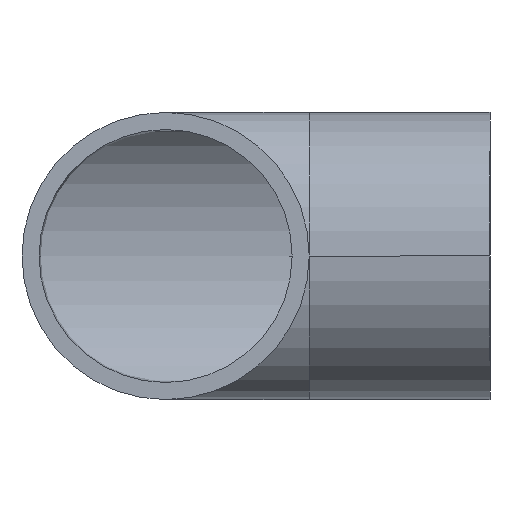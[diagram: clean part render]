
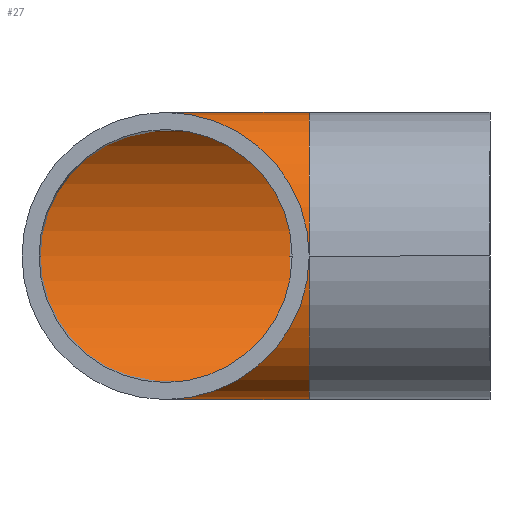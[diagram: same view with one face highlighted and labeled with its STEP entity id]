
A CAD part, front view. The second image highlights one B-rep face of the part: STEP entity #27.
In plain terms, the highlighted toroidal (fillet/blend) face has major radius 177.5 mm and minor radius 177.5 mm.
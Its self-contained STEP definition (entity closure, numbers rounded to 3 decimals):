
#1 = DIRECTION ( 'NONE',  ( 0., 0., -1. ) ) ;
#9 = EDGE_LOOP ( 'NONE', ( #451, #325, #30, #359, #225 ) ) ;
#25 = DIRECTION ( 'NONE',  ( 0., 0., 1. ) ) ;
#27 = ADVANCED_FACE ( 'NONE', ( #367 ), #389, .T. ) ;
#30 = ORIENTED_EDGE ( 'NONE', *, *, #150, .T. ) ;
#43 = CARTESIAN_POINT ( 'NONE',  ( 177.5, 578.5, 0. ) ) ;
#63 = CARTESIAN_POINT ( 'NONE',  ( 0., 223.5, 0. ) ) ;
#66 = AXIS2_PLACEMENT_3D ( 'NONE', #71, #224, #358 ) ;
#71 = CARTESIAN_POINT ( 'NONE',  ( 177.5, 401., 0. ) ) ;
#76 = CIRCLE ( 'NONE', #66, 177.5 ) ;
#82 = AXIS2_PLACEMENT_3D ( 'NONE', #154, #290, #421 ) ;
#92 = AXIS2_PLACEMENT_3D ( 'NONE', #221, #356, #25 ) ;
#102 = CIRCLE ( 'NONE', #92, 177.5 ) ;
#121 = CIRCLE ( 'NONE', #82, 177.5 ) ;
#129 = CARTESIAN_POINT ( 'NONE',  ( 0., 223.5, 0. ) ) ;
#130 = VERTEX_POINT ( 'NONE', #43 ) ;
#134 = VERTEX_POINT ( 'NONE', #206 ) ;
#137 = CIRCLE ( 'NONE', #317, 177.5 ) ;
#139 = VERTEX_POINT ( 'NONE', #337 ) ;
#150 = EDGE_CURVE ( 'NONE', #295, #139, #326, .T. ) ;
#154 = CARTESIAN_POINT ( 'NONE',  ( 177.5, 401., 0. ) ) ;
#169 = DIRECTION ( 'NONE',  ( -1., 0., 0. ) ) ;
#206 = CARTESIAN_POINT ( 'NONE',  ( 177.5, 223.5, 0. ) ) ;
#218 = DIRECTION ( 'NONE',  ( 0., 1., 0. ) ) ;
#221 = CARTESIAN_POINT ( 'NONE',  ( 0., 223.5, 0. ) ) ;
#224 = DIRECTION ( 'NONE',  ( 1., 0., 0. ) ) ;
#225 = ORIENTED_EDGE ( 'NONE', *, *, #395, .F. ) ;
#272 = DIRECTION ( 'NONE',  ( 0., 1., 0. ) ) ;
#290 = DIRECTION ( 'NONE',  ( 1., 0., 0. ) ) ;
#295 = VERTEX_POINT ( 'NONE', #347 ) ;
#316 = AXIS2_PLACEMENT_3D ( 'NONE', #129, #272, #409 ) ;
#317 = AXIS2_PLACEMENT_3D ( 'NONE', #63, #218, #350 ) ;
#325 = ORIENTED_EDGE ( 'NONE', *, *, #368, .T. ) ;
#326 = CIRCLE ( 'NONE', #316, 177.5 ) ;
#334 = CARTESIAN_POINT ( 'NONE',  ( 177.5, 223.5, 0. ) ) ;
#337 = CARTESIAN_POINT ( 'NONE',  ( 0., 223.5, 177.5 ) ) ;
#347 = CARTESIAN_POINT ( 'NONE',  ( 0., 223.5, -177.5 ) ) ;
#350 = DIRECTION ( 'NONE',  ( 0., 0., 1. ) ) ;
#353 = EDGE_CURVE ( 'NONE', #139, #134, #137, .T. ) ;
#356 = DIRECTION ( 'NONE',  ( 0., 1., 0. ) ) ;
#358 = DIRECTION ( 'NONE',  ( 0., 0., 1. ) ) ;
#359 = ORIENTED_EDGE ( 'NONE', *, *, #353, .T. ) ;
#367 = FACE_OUTER_BOUND ( 'NONE', #9, .T. ) ;
#368 = EDGE_CURVE ( 'NONE', #134, #295, #102, .T. ) ;
#380 = AXIS2_PLACEMENT_3D ( 'NONE', #334, #1, #169 ) ;
#389 = TOROIDAL_SURFACE ( 'NONE', #380, 177.5, 177.5 ) ;
#395 = EDGE_CURVE ( 'NONE', #130, #134, #121, .T. ) ;
#409 = DIRECTION ( 'NONE',  ( 0., 0., 1. ) ) ;
#413 = EDGE_CURVE ( 'NONE', #134, #130, #76, .T. ) ;
#421 = DIRECTION ( 'NONE',  ( 0., 0., 1. ) ) ;
#451 = ORIENTED_EDGE ( 'NONE', *, *, #413, .F. ) ;
